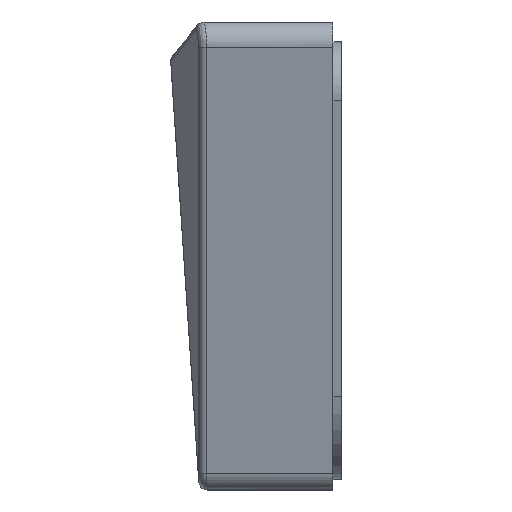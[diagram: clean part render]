
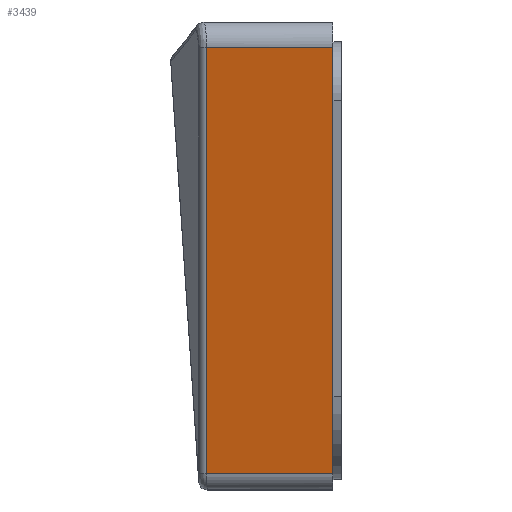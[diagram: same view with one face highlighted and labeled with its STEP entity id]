
A CAD part, left-side view. The second image highlights one B-rep face of the part: STEP entity #3439.
In plain terms, the highlighted planar face has unit normal (-0.975, 0, -0.224).
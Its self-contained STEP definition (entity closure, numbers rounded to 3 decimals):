
#261 = VERTEX_POINT ( 'NONE', #3900 ) ;
#536 = FACE_OUTER_BOUND ( 'NONE', #707, .T. ) ;
#610 = ORIENTED_EDGE ( 'NONE', *, *, #4692, .T. ) ;
#707 = EDGE_LOOP ( 'NONE', ( #2259, #5799, #7329, #610, #6992 ) ) ;
#801 = CARTESIAN_POINT ( 'NONE',  ( -164.194, 101.521, -37.743 ) ) ;
#1379 = VECTOR ( 'NONE', #4624, 1000. ) ;
#1390 = VECTOR ( 'NONE', #4484, 1000. ) ;
#1393 = VECTOR ( 'NONE', #3259, 1000. ) ;
#1522 = EDGE_CURVE ( 'NONE', #5274, #261, #3920, .T. ) ;
#1981 = PLANE ( 'NONE',  #5833 ) ;
#1990 = CARTESIAN_POINT ( 'NONE',  ( -190.175, 101.521, 75.28 ) ) ;
#2230 = VERTEX_POINT ( 'NONE', #6286 ) ;
#2259 = ORIENTED_EDGE ( 'NONE', *, *, #1522, .T. ) ;
#2374 = VECTOR ( 'NONE', #2384, 1000. ) ;
#2384 = DIRECTION ( 'NONE',  ( 0.224, 0., -0.975 ) ) ;
#2972 = CARTESIAN_POINT ( 'NONE',  ( -164.194, 92.808, -37.743 ) ) ;
#2997 = LINE ( 'NONE', #3996, #1379 ) ;
#3132 = EDGE_CURVE ( 'NONE', #2230, #5495, #4557, .T. ) ;
#3259 = DIRECTION ( 'NONE',  ( 0., -1., 0. ) ) ;
#3439 = ADVANCED_FACE ( 'NONE', ( #536 ), #1981, .T. ) ;
#3857 = CARTESIAN_POINT ( 'NONE',  ( -213.634, 101.521, 177.335 ) ) ;
#3865 = DIRECTION ( 'NONE',  ( -0.224, 0., 0.975 ) ) ;
#3900 = CARTESIAN_POINT ( 'NONE',  ( -190.181, 92.808, 75.309 ) ) ;
#3920 = LINE ( 'NONE', #2972, #2374 ) ;
#3996 = CARTESIAN_POINT ( 'NONE',  ( -175.617, 88.569, 11.951 ) ) ;
#4300 = CARTESIAN_POINT ( 'NONE',  ( -213.634, 62.521, 177.335 ) ) ;
#4484 = DIRECTION ( 'NONE',  ( 0., -1., 0. ) ) ;
#4557 = LINE ( 'NONE', #1990, #1390 ) ;
#4624 = DIRECTION ( 'NONE',  ( 0.224, -0.065, -0.973 ) ) ;
#4656 = LINE ( 'NONE', #3857, #1393 ) ;
#4692 = EDGE_CURVE ( 'NONE', #5495, #6353, #4953, .T. ) ;
#4953 = LINE ( 'NONE', #7622, #5242 ) ;
#5034 = DIRECTION ( 'NONE',  ( -0.975, 0., -0.224 ) ) ;
#5242 = VECTOR ( 'NONE', #6357, 1000. ) ;
#5274 = VERTEX_POINT ( 'NONE', #7567 ) ;
#5378 = CARTESIAN_POINT ( 'NONE',  ( -190.175, 62.521, 75.28 ) ) ;
#5495 = VERTEX_POINT ( 'NONE', #5378 ) ;
#5753 = EDGE_CURVE ( 'NONE', #5274, #6353, #4656, .T. ) ;
#5799 = ORIENTED_EDGE ( 'NONE', *, *, #6638, .T. ) ;
#5833 = AXIS2_PLACEMENT_3D ( 'NONE', #801, #5034, #3865 ) ;
#6286 = CARTESIAN_POINT ( 'NONE',  ( -190.175, 92.806, 75.28 ) ) ;
#6353 = VERTEX_POINT ( 'NONE', #4300 ) ;
#6357 = DIRECTION ( 'NONE',  ( -0.224, 0., 0.975 ) ) ;
#6638 = EDGE_CURVE ( 'NONE', #261, #2230, #2997, .T. ) ;
#6992 = ORIENTED_EDGE ( 'NONE', *, *, #5753, .F. ) ;
#7329 = ORIENTED_EDGE ( 'NONE', *, *, #3132, .T. ) ;
#7567 = CARTESIAN_POINT ( 'NONE',  ( -213.634, 92.808, 177.335 ) ) ;
#7622 = CARTESIAN_POINT ( 'NONE',  ( -164.194, 62.521, -37.743 ) ) ;
